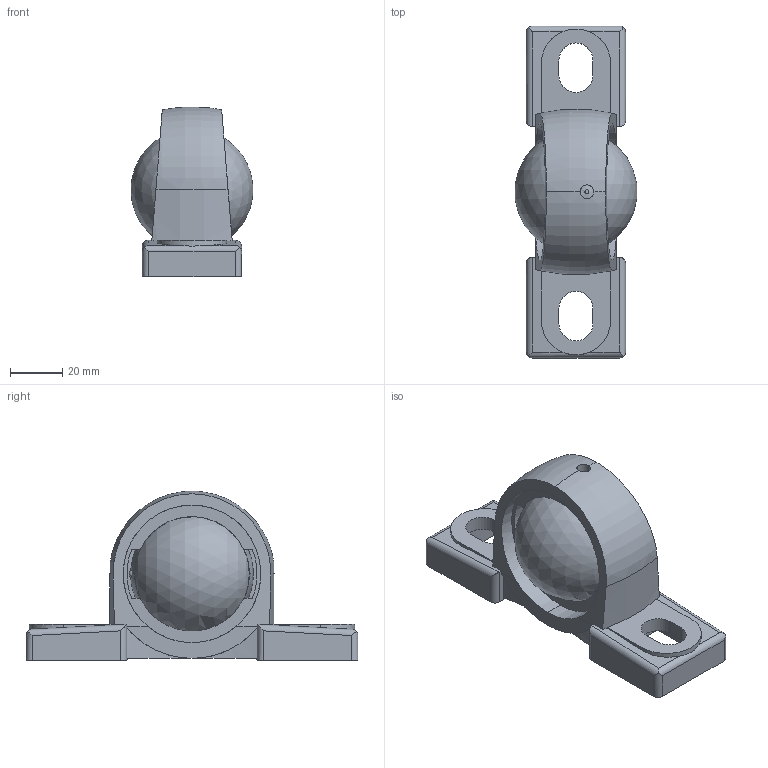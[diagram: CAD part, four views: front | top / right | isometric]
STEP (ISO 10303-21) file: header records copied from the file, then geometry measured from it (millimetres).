
FILE_DESCRIPTION(('STEP AP214'),'1');
FILE_NAME('inafag_ucp204_mpc5t8s9p4q8zv0gleokz9ok.stp','2017-04-12T14:27:47',('TraceParts'),('TraceParts S.A.'),'Spatial InterOp 3D',' ',' ');
FILE_SCHEMA(('automotive_design'));
Length unit declared in the file: millimetre
Products named in the file (14): inafag_ucp204_mpc5t8s9p4q8zv0gleokz9ok_1; inafag_ucp204_mpc5t8s9p4q8zv0gleokz9ok_2; inafag_ucp204_mpc5t8s9p4q8zv0gleokz9ok_3; inafag_ucp204_mpc5t8s9p4q8zv0gleokz9ok_4; inafag_ucp204_mpc5t8s9p4q8zv0gleokz9ok_5; inafag_ucp204_mpc5t8s9p4q8zv0gleokz9ok_6; inafag_ucp204_mpc5t8s9p4q8zv0gleokz9ok_7; inafag_ucp204_mpc5t8s9p4q8zv0gleokz9ok_8; inafag_ucp204_mpc5t8s9p4q8zv0gleokz9ok_9; inafag_ucp204_mpc5t8s9p4q8zv0gleokz9ok_10; inafag_ucp204_mpc5t8s9p4q8zv0gleokz9ok_11; inafag_ucp204_mpc5t8s9p4q8zv0gleokz9ok_12; inafag_ucp204_mpc5t8s9p4q8zv0gleokz9ok_13; inafag_ucp204_mpc5t8s9p4q8zv0gleokz9ok_14
Bounding box: 46.64 x 127 x 64.98 mm (x, y, z)
Volume: 141101 mm3; surface area: 50121 mm2
Topology: 14 solids, 14 shells, 295 faces, 776 edges, 485 vertices
Faces by surface type: plane 98, cylinder 94, cone 50, torus 30, sphere 23
Entity records: 13056 total; most frequent: CARTESIAN_POINT 3076, DIRECTION 1702, ORIENTED_EDGE 1480, EDGE_CURVE 740, AXIS2_PLACEMENT_3D 704, VERTEX_POINT 485, CIRCLE 363, EDGE_LOOP 335
